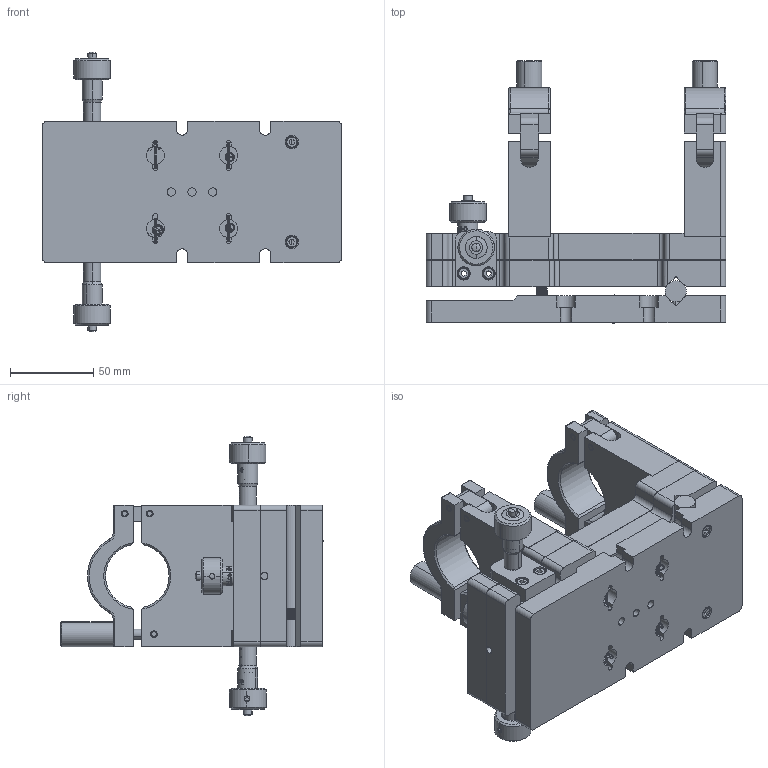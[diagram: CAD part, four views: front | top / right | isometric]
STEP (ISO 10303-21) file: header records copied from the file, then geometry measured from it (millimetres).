
FILE_DESCRIPTION (( 'STEP AP203' ), '1' );
FILE_NAME ('04VCM-038-2M.STEP', '2022-08-01T09:22:18', ( '' ), ( '' ), 'SwSTEP 2.0', 'SolidWorks 2021', '' );
FILE_SCHEMA (( 'CONFIG_CONTROL_DESIGN' ));
Length unit declared in the file: millimetre
Products named in the file (1): 04VCM-038-2M
Bounding box: 180 x 157.78 x 168 mm (x, y, z)
Surface area: 182043.5 mm2 (no closed solid volume)
Topology: 0 solids, 99 shells, 756 faces, 3520 edges, 2826 vertices
Faces by surface type: plane 337, cylinder 282, cone 70, torus 43, bspline 24
Entity records: 56797 total; most frequent: CARTESIAN_POINT 29397, DIRECTION 5355, ORIENTED_EDGE 5081, EDGE_CURVE 3512, VERTEX_POINT 2826, AXIS2_PLACEMENT_3D 1887, LINE 1581, VECTOR 1581
